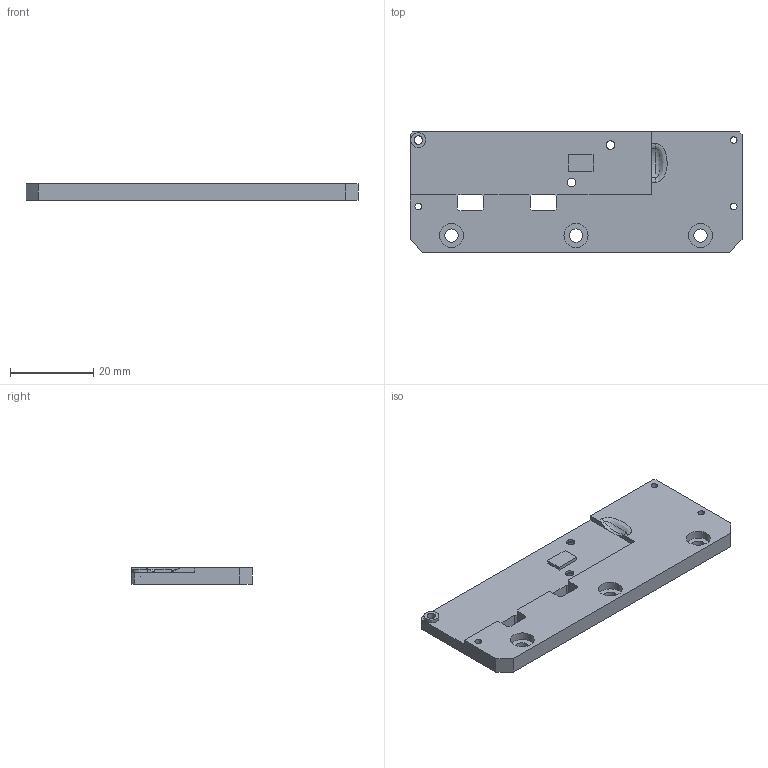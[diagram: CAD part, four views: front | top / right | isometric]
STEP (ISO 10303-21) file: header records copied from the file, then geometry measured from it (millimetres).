
FILE_DESCRIPTION(/* description */ (''),/* implementation_level */ '2;1');
FILE_NAME(/* name */ 'bottom.step',/* time_stamp */ '2024-08-26T21:18:34-04:00',/* author */ (''),/* organization */ (''),/* preprocessor_version */ 'ST-DEVELOPER v20',/* originating_system */ 'Autodesk Translation Framework v13.14.0.145',/* authorisation */ '');
FILE_SCHEMA (('AUTOMOTIVE_DESIGN { 1 0 10303 214 3 1 1 }'));
Length unit declared in the file: millimetre
Products named in the file (1): bottom
Bounding box: 80 x 29 x 4 mm (x, y, z)
Volume: 7290 mm3; surface area: 5976.7 mm2
Topology: 1 solids, 1 shells, 118 faces, 307 edges, 197 vertices
Faces by surface type: plane 97, cylinder 19, bspline 1, torus 1
Full cylindrical faces by diameter (mm): 1.6 x3, 2.04 x3, 3.2 x3, 3.4 x3, 3.6 x1, 5.8 x3
Entity records: 3695 total; most frequent: CARTESIAN_POINT 680, ORIENTED_EDGE 614, DIRECTION 602, EDGE_CURVE 307, LINE 244, VECTOR 244, VERTEX_POINT 197, AXIS2_PLACEMENT_3D 179
